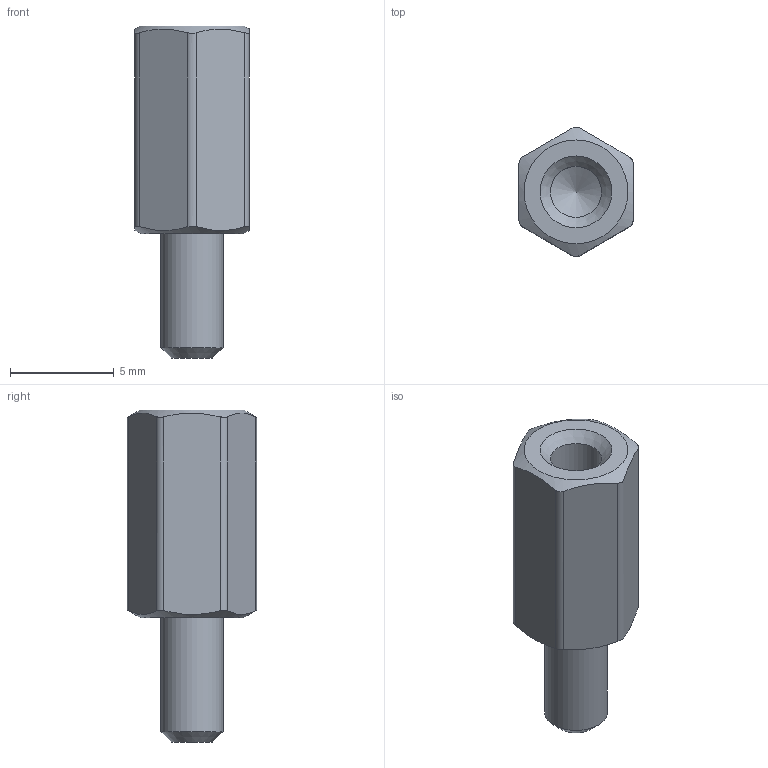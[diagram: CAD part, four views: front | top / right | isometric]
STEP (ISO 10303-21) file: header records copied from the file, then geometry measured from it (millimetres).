
FILE_DESCRIPTION(('STEP AP214'), '1');
FILE_NAME('PCHSN_嚦鍣罻_瀅', '2019-04-07T08:37:50', ('Chugay'), (''), 'ASCON STEP Converter 1.3', 'ASCON Math Kernel', '');
FILE_SCHEMA(('AUTOMOTIVE_DESIGN { 1 0 10303 214 3 1 1}'));
Length unit declared in the file: millimetre
Bounding box: 5.5 x 6.23 x 16 mm (x, y, z)
Volume: 272.9 mm3; surface area: 328.5 mm2
Topology: 1 solids, 1 shells, 22 faces, 54 edges, 35 vertices
Faces by surface type: plane 9, cylinder 8, cone 5
Full cylindrical faces by diameter (mm): 2.459 x1, 3 x1
Entity records: 1232 total; most frequent: CARTESIAN_POINT 569, ORIENTED_EDGE 92, DIRECTION 74, EDGE_CURVE 46, VERTEX_POINT 34, AXIS2_PLACEMENT_3D 31, EDGE_LOOP 30, B_SPLINE_CURVE_WITH_KNOTS 26
